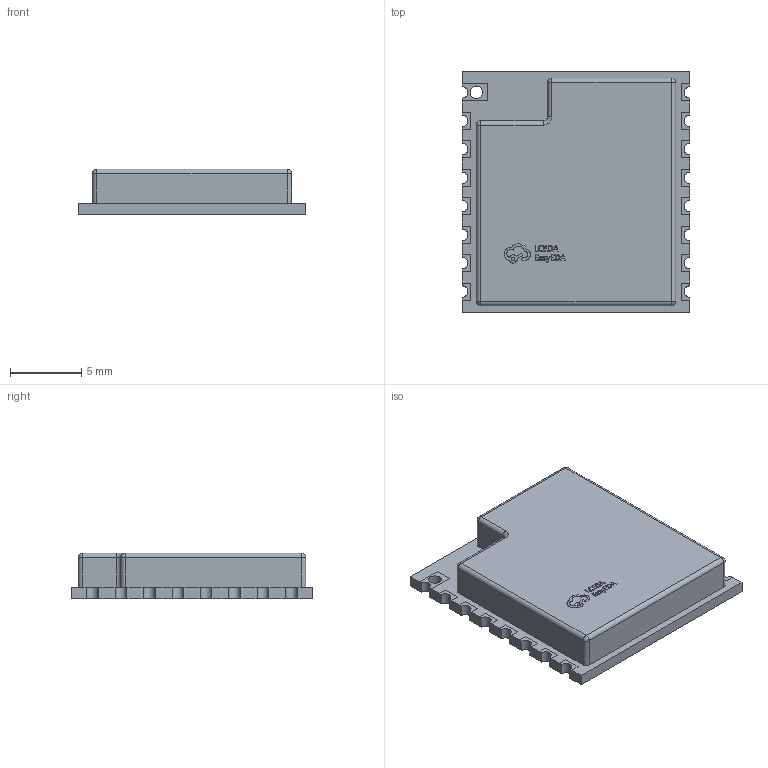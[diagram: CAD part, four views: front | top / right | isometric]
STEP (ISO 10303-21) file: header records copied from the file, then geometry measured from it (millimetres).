
FILE_DESCRIPTION(/* description */ (''),/* implementation_level */ '2;1');
FILE_NAME(/* name */ 'Ra-01H v1.step',/* time_stamp */ '2024-01-11T15:35:42+08:00',/* author */ (''),/* organization */ (''),/* preprocessor_version */ 'ST-DEVELOPER v20',/* originating_system */ 'Autodesk Translation Framework v12.14.0.127',/* authorisation */ '');
FILE_SCHEMA (('AUTOMOTIVE_DESIGN { 1 0 10303 214 3 1 1 }'));
Length unit declared in the file: millimetre
Products named in the file (1): Ra-01H
Bounding box: 16 x 17 x 3.2 mm (x, y, z)
Volume: 714.2 mm3; surface area: 733 mm2
Topology: 14 solids, 14 shells, 334 faces, 998 edges, 695 vertices
Faces by surface type: plane 201, bspline 98, cylinder 29, sphere 5, torus 1
Full cylindrical faces by diameter (mm): 0.9 x1
Entity records: 12350 total; most frequent: CARTESIAN_POINT 3261, ORIENTED_EDGE 1986, DIRECTION 1484, EDGE_CURVE 993, LINE 724, VECTOR 724, VERTEX_POINT 695, AXIS2_PLACEMENT_3D 380
